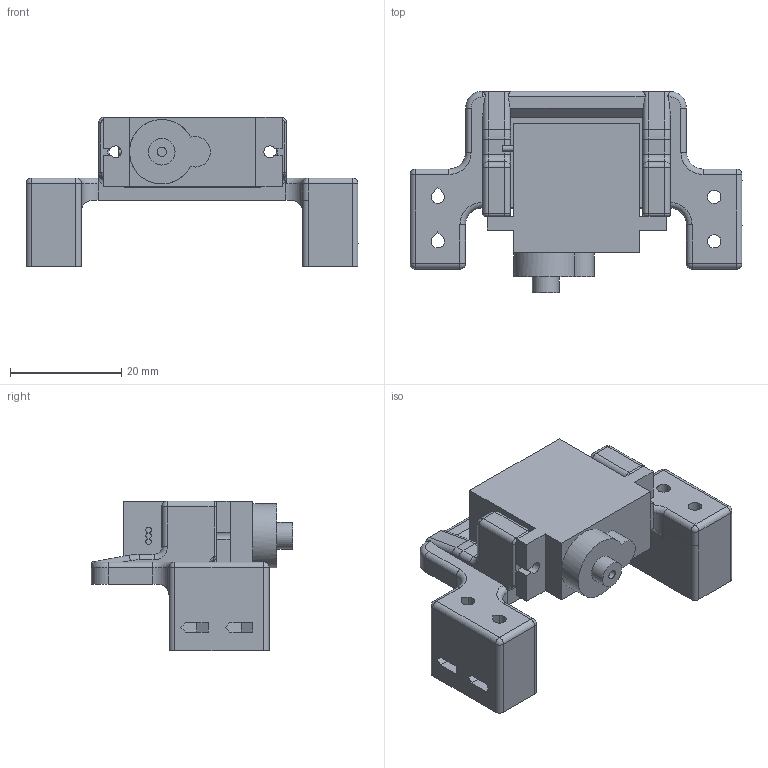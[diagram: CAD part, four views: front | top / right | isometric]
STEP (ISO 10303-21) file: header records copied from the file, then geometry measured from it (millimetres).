
FILE_DESCRIPTION(/* description */ (''),/* implementation_level */ '2;1');
FILE_NAME(/* name */ 'servomount v4.step',/* time_stamp */ '2025-08-04T16:52:53+08:00',/* author */ (''),/* organization */ (''),/* preprocessor_version */ 'ST-DEVELOPER v20.1',/* originating_system */ 'Autodesk Translation Framework v14.10.0.0',/* authorisation */ '');
FILE_SCHEMA (('AUTOMOTIVE_DESIGN { 1 0 10303 214 3 1 1 }'));
Length unit declared in the file: millimetre
Products named in the file (3): servomount; SG90 servo; SG90 servo_1
Assembly tree (2 placements, depth 3):
  servomount
    SG90 servo
      SG90 servo_1
Bounding box: 59.78 x 36.25 x 27 mm (x, y, z)
Volume: 16265.3 mm3; surface area: 8736.5 mm2
Topology: 2 solids, 2 shells, 261 faces, 662 edges, 408 vertices
Faces by surface type: plane 121, cylinder 95, torus 20, bspline 15, sphere 10
Full cylindrical faces by diameter (mm): 1.65 x1, 2.4 x6, 2.5 x2, 4.8 x1
Entity records: 8438 total; most frequent: CARTESIAN_POINT 2004, DIRECTION 1341, ORIENTED_EDGE 1316, EDGE_CURVE 658, AXIS2_PLACEMENT_3D 467, VERTEX_POINT 408, LINE 407, VECTOR 407
